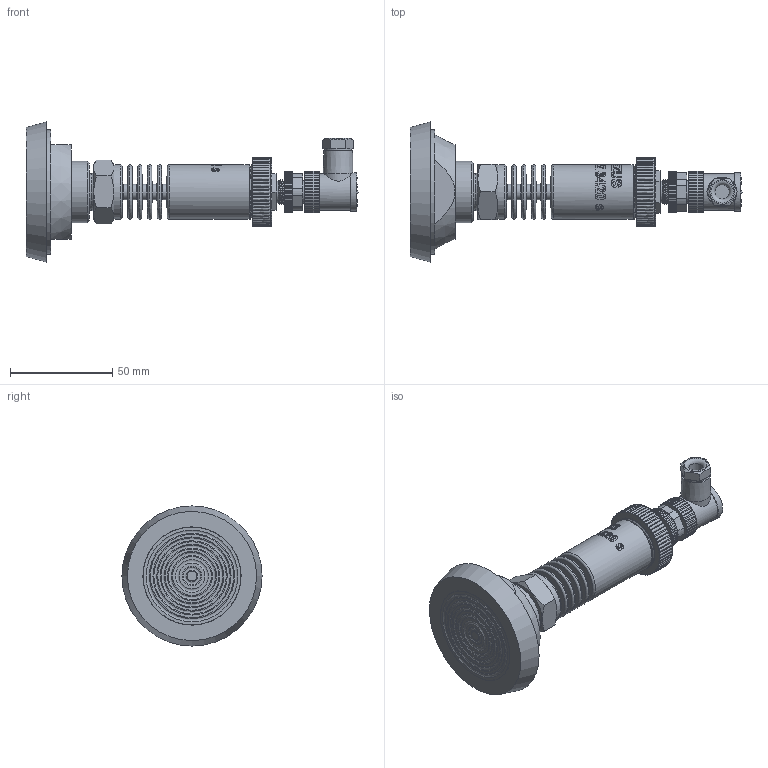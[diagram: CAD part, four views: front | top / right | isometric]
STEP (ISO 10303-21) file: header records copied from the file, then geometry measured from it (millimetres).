
FILE_DESCRIPTION(/* description */ (''),/* implementation_level */ '2;1');
FILE_NAME(/* name */ 'APZ3420s_TapperDN50_radiator_3.step',/* time_stamp */ '2021-07-08T13:57:18+03:00',/* author */ (''),/* organization */ (''),/* preprocessor_version */ 'ST-DEVELOPER v18.1',/* originating_system */ 'Autodesk Translation Framework v10.9.0.1377',/* authorisation */ '');
FILE_SCHEMA (('AUTOMOTIVE_DESIGN { 1 0 10303 214 3 1 1 }'));
Products named in the file (7): АПЗ 3420S заполненная; OMAL nut M27x1.5; M12x1 male; Ш100.000.002; M12x1 female angular; G1\2EN radiator; Tapper socket DN50 diaphragm 48 v2
Assembly tree (6 placements, depth 2):
  АПЗ 3420S заполненная
    OMAL nut M27x1.5
    M12x1 male
    Ш100.000.002
    M12x1 female angular
    G1\2EN radiator
    Tapper socket DN50 diaphragm 48 v2
Bounding box: 162.24 x 68.5 x 68.5 mm (x, y, z)
Volume: 122559.4 mm3; surface area: 41881.6 mm2
Topology: 18 solids, 18 shells, 1115 faces, 3060 edges, 2047 vertices
Faces by surface type: bspline 481, cylinder 357, plane 200, torus 40, cone 36, sphere 1
Full cylindrical faces by diameter (mm): 1 x12, 1.5 x4, 2 x1, 3 x1, 3.3 x1, 5 x1, 6 x3, 7 x2, 7.5 x5, 8 x1, 8.2 x1, 9.471 x2, 10.6 x2, 10.741 x6, 11.035 x4, 11.156 x1, 11.884 x5, 12.152 x4, 13 x1, 14 x1, 14.137 x4, 14.526 x3, 15.85 x3, 16.203 x3, 16.7 x1, 17.5 x1, 18 x2, 18.631 x6, 19 x1, 20.955 x7
Entity records: 67407 total; most frequent: CARTESIAN_POINT 42359, ORIENTED_EDGE 6120, DIRECTION 3671, EDGE_CURVE 3060, VERTEX_POINT 2047, AXIS2_PLACEMENT_3D 1355, B_SPLINE_CURVE_WITH_KNOTS 1307, EDGE_LOOP 1199
